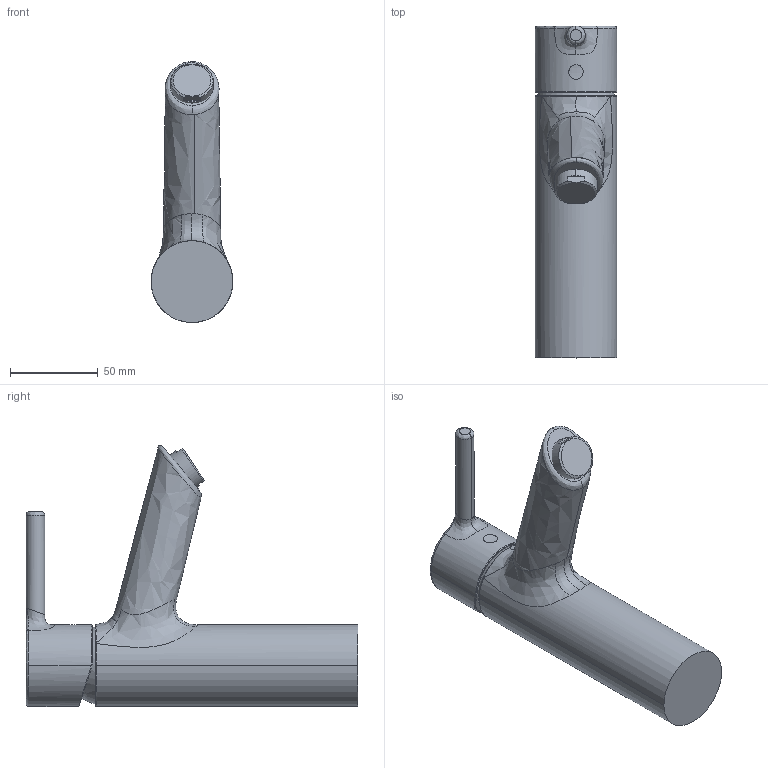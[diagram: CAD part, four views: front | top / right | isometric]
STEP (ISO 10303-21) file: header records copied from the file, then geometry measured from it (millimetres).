
FILE_DESCRIPTION (( 'STEP AP203' ), '1' );
FILE_NAME ('2605AF-33(2023)+2605AF-105-33(2023)+5237226733(2023)+523722673305(2023).STEP', '2023-05-09T05:55:07', ( '' ), ( '' ), 'SwSTEP 2.0', 'SolidWorks 2016', '' );
FILE_SCHEMA (( 'CONFIG_CONTROL_DESIGN' ));
Length unit declared in the file: millimetre
Products named in the file (1): 2605AF-33(2023)+2605AF-105-33(2023)+5237226733(2023)+523722673305(2023)
Bounding box: 46.5 x 188.5 x 148.34 mm (x, y, z)
Volume: 413836.4 mm3; surface area: 50438.2 mm2
Topology: 4 solids, 4 shells, 68 faces, 164 edges, 105 vertices
Faces by surface type: bspline 39, plane 15, cylinder 12, cone 2
Entity records: 9919 total; most frequent: CARTESIAN_POINT 8574, ORIENTED_EDGE 324, EDGE_CURVE 162, DIRECTION 159, VERTEX_POINT 105, B_SPLINE_CURVE_WITH_KNOTS 96, EDGE_LOOP 71, AXIS2_PLACEMENT_3D 68
